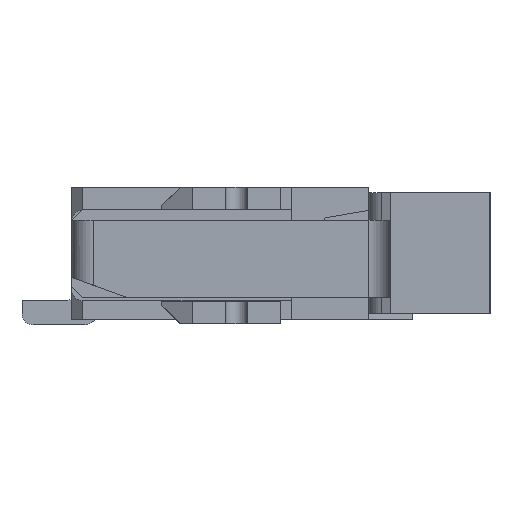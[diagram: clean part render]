
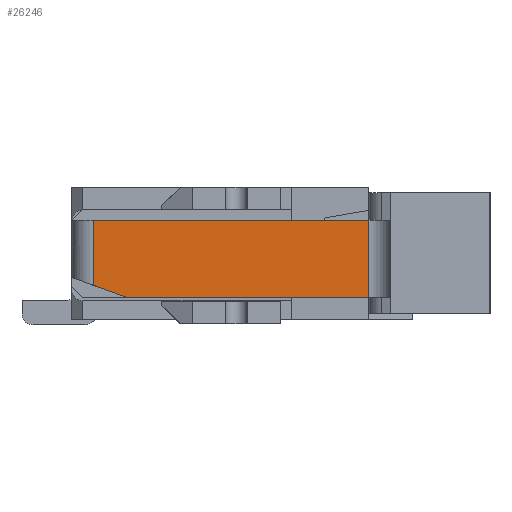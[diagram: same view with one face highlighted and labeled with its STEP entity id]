
A CAD part, left-side view. The second image highlights one B-rep face of the part: STEP entity #26246.
In plain terms, the highlighted planar face has unit normal (-1, 0, 0).
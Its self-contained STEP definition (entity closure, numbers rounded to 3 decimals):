
#7775=ORIENTED_EDGE('',*,*,#12027,.F.);
#7776=ORIENTED_EDGE('',*,*,#12037,.T.);
#7777=ORIENTED_EDGE('',*,*,#12038,.T.);
#7778=ORIENTED_EDGE('',*,*,#12036,.T.);
#7779=ORIENTED_EDGE('',*,*,#12039,.T.);
#12027=EDGE_CURVE('',#14678,#14679,#18055,.T.);
#12036=EDGE_CURVE('',#14682,#14684,#18062,.T.);
#12037=EDGE_CURVE('',#14678,#14685,#18063,.F.);
#12038=EDGE_CURVE('',#14685,#14682,#18064,.T.);
#12039=EDGE_CURVE('',#14684,#14679,#18065,.T.);
#14678=VERTEX_POINT('',#41790);
#14679=VERTEX_POINT('',#41792);
#14682=VERTEX_POINT('',#41803);
#14684=VERTEX_POINT('',#41807);
#14685=VERTEX_POINT('',#41811);
#18055=LINE('',#41791,#21475);
#18062=LINE('',#41808,#21482);
#18063=LINE('',#41810,#21483);
#18064=LINE('',#41812,#21484);
#18065=LINE('',#41813,#21485);
#21475=VECTOR('',#34136,1000.);
#21482=VECTOR('',#34151,1000.);
#21483=VECTOR('',#34154,1000.);
#21484=VECTOR('',#34155,1000.);
#21485=VECTOR('',#34156,1000.);
#22824=EDGE_LOOP('',(#7775,#7776,#7777,#7778,#7779));
#24040=FACE_BOUND('',#22824,.T.);
#25079=PLANE('',#27882);
#26246=ADVANCED_FACE('',(#24040),#25079,.F.);
#27882=AXIS2_PLACEMENT_3D('',#41809,#34152,#34153);
#34136=DIRECTION('',(0.,1.,0.));
#34151=DIRECTION('',(0.,1.,0.));
#34152=DIRECTION('',(1.,0.,0.));
#34153=DIRECTION('',(0.,0.,-1.));
#34154=DIRECTION('',(0.,0.,-1.));
#34155=DIRECTION('',(0.,0.94,0.342));
#34156=DIRECTION('',(0.,0.,-1.));
#41790=CARTESIAN_POINT('',(-11.4,-3.15,-0.3));
#41791=CARTESIAN_POINT('',(-11.4,-3.35,-0.3));
#41792=CARTESIAN_POINT('',(-11.4,-0.65,-0.3));
#41803=CARTESIAN_POINT('',(-11.4,-2.85,0.4));
#41807=CARTESIAN_POINT('',(-11.4,-0.65,0.4));
#41808=CARTESIAN_POINT('',(-11.4,-3.35,0.4));
#41809=CARTESIAN_POINT('',(-11.4,-3.35,0.4));
#41810=CARTESIAN_POINT('',(-11.4,-3.15,0.218));
#41811=CARTESIAN_POINT('',(-11.4,-3.15,0.291));
#41812=CARTESIAN_POINT('',(-11.4,-3.35,0.218));
#41813=CARTESIAN_POINT('',(-11.4,-0.65,0.4));
